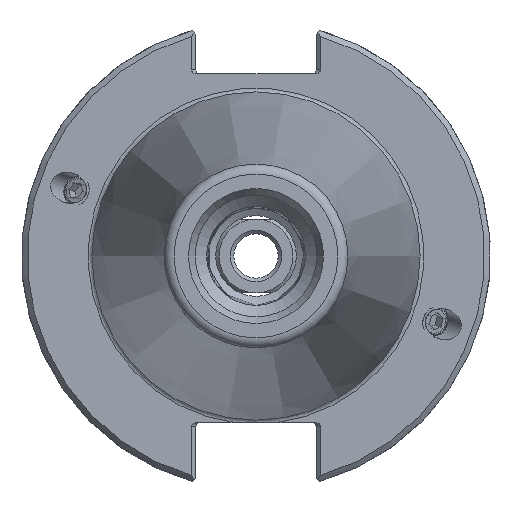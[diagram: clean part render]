
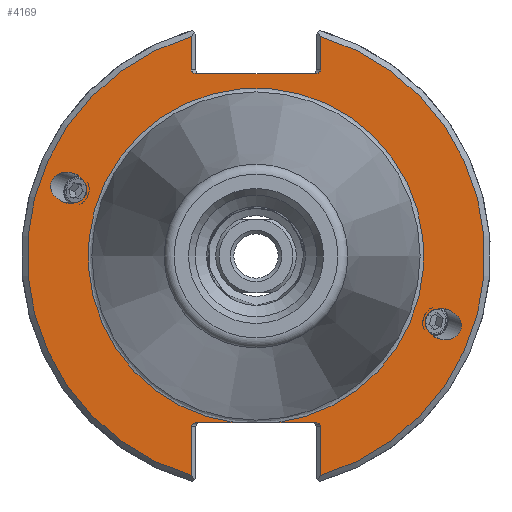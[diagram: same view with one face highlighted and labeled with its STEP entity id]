
A CAD part, left-side view. The second image highlights one B-rep face of the part: STEP entity #4169.
In plain terms, the highlighted planar face has unit normal (-1, 0, 0).
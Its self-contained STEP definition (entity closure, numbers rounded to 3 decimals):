
#118=CARTESIAN_POINT('',(3.175,-23.02,-8.379));
#119=VERTEX_POINT('',#118);
#120=CARTESIAN_POINT('',(3.175,-25.372,-9.235));
#121=DIRECTION('',(1.,0.0,0.0));
#122=DIRECTION('',(0.0,-0.94,-0.342));
#123=AXIS2_PLACEMENT_3D('',#120,#121,#122);
#124=ELLIPSE('',#123,2.503,2.05);
#125=EDGE_CURVE('',#119,#119,#124,.T.);
#342=CARTESIAN_POINT('',(3.175,23.02,8.379));
#343=VERTEX_POINT('',#342);
#344=CARTESIAN_POINT('',(3.175,25.372,9.235));
#345=DIRECTION('',(1.0,0.0,0.0));
#346=DIRECTION('',(0.0,0.94,0.342));
#347=AXIS2_PLACEMENT_3D('',#344,#345,#346);
#348=ELLIPSE('',#347,2.503,2.05);
#349=EDGE_CURVE('',#343,#343,#348,.T.);
#3237=CARTESIAN_POINT('',(3.175,8.763,25.197));
#3238=VERTEX_POINT('',#3237);
#3245=CARTESIAN_POINT('',(3.175,8.045,24.689));
#3246=VERTEX_POINT('',#3245);
#3247=CARTESIAN_POINT('',(3.175,8.045,25.197));
#3248=DIRECTION('',(-1.0,0.0,0.0));
#3249=DIRECTION('',(0.0,1.0,0.0));
#3250=AXIS2_PLACEMENT_3D('',#3247,#3248,#3249);
#3251=ELLIPSE('',#3250,0.718,0.508);
#3252=EDGE_CURVE('',#3238,#3246,#3251,.T.);
#3337=CARTESIAN_POINT('',(3.175,8.763,29.723));
#3338=VERTEX_POINT('',#3337);
#3345=CARTESIAN_POINT('',(3.175,8.763,29.723));
#3346=DIRECTION('',(0.0,0.0,-1.0));
#3347=VECTOR('',#3346,4.526);
#3348=LINE('',#3345,#3347);
#3349=EDGE_CURVE('',#3338,#3238,#3348,.T.);
#3431=CARTESIAN_POINT('',(3.175,-8.045,24.689));
#3432=VERTEX_POINT('',#3431);
#3439=CARTESIAN_POINT('',(3.175,-8.763,25.197));
#3440=VERTEX_POINT('',#3439);
#3441=CARTESIAN_POINT('',(3.175,-8.045,25.197));
#3442=DIRECTION('',(-1.0,0.0,0.0));
#3443=DIRECTION('',(0.0,-1.0,0.0));
#3444=AXIS2_PLACEMENT_3D('',#3441,#3442,#3443);
#3445=ELLIPSE('',#3444,0.718,0.508);
#3446=EDGE_CURVE('',#3432,#3440,#3445,.T.);
#3476=CARTESIAN_POINT('',(3.175,-8.763,29.723));
#3477=VERTEX_POINT('',#3476);
#3478=CARTESIAN_POINT('',(3.175,-8.763,25.197));
#3479=DIRECTION('',(0.0,0.0,1.0));
#3480=VECTOR('',#3479,4.526);
#3481=LINE('',#3478,#3480);
#3482=EDGE_CURVE('',#3440,#3477,#3481,.T.);
#3500=CARTESIAN_POINT('',(3.175,-8.763,-23.063));
#3501=VERTEX_POINT('',#3500);
#3502=CARTESIAN_POINT('',(3.175,-8.045,-22.555));
#3503=VERTEX_POINT('',#3502);
#3504=CARTESIAN_POINT('',(3.175,-8.045,-23.063));
#3505=DIRECTION('',(-1.0,0.0,0.0));
#3506=DIRECTION('',(0.0,-1.0,0.0));
#3507=AXIS2_PLACEMENT_3D('',#3504,#3505,#3506);
#3508=ELLIPSE('',#3507,0.718,0.508);
#3509=EDGE_CURVE('',#3501,#3503,#3508,.T.);
#3597=CARTESIAN_POINT('',(3.175,-8.763,-29.723));
#3598=VERTEX_POINT('',#3597);
#3605=CARTESIAN_POINT('',(3.175,-8.763,-29.723));
#3606=DIRECTION('',(0.0,0.0,1.0));
#3607=VECTOR('',#3606,6.66);
#3608=LINE('',#3605,#3607);
#3609=EDGE_CURVE('',#3598,#3501,#3608,.T.);
#3694=CARTESIAN_POINT('',(3.175,8.045,-22.555));
#3695=VERTEX_POINT('',#3694);
#3702=CARTESIAN_POINT('',(3.175,8.763,-23.063));
#3703=VERTEX_POINT('',#3702);
#3704=CARTESIAN_POINT('',(3.175,8.045,-23.063));
#3705=DIRECTION('',(-1.0,0.0,0.0));
#3706=DIRECTION('',(0.0,1.0,0.0));
#3707=AXIS2_PLACEMENT_3D('',#3704,#3705,#3706);
#3708=ELLIPSE('',#3707,0.718,0.508);
#3709=EDGE_CURVE('',#3695,#3703,#3708,.T.);
#3751=CARTESIAN_POINT('',(3.175,8.763,-29.723));
#3752=VERTEX_POINT('',#3751);
#3753=CARTESIAN_POINT('',(3.175,8.763,-23.063));
#3754=DIRECTION('',(0.0,0.0,-1.0));
#3755=VECTOR('',#3754,6.66);
#3756=LINE('',#3753,#3755);
#3757=EDGE_CURVE('',#3703,#3752,#3756,.T.);
#3845=CARTESIAN_POINT('',(3.175,8.045,24.689));
#3846=DIRECTION('',(0.0,-1.0,0.0));
#3847=VECTOR('',#3846,16.089);
#3848=LINE('',#3845,#3847);
#3849=EDGE_CURVE('',#3246,#3432,#3848,.T.);
#4067=CARTESIAN_POINT('',(3.175,-2.838,-22.555));
#4068=VERTEX_POINT('',#4067);
#4069=CARTESIAN_POINT('',(3.175,2.838,-22.555));
#4070=VERTEX_POINT('',#4069);
#4099=CARTESIAN_POINT('',(3.175,0.0,0.0));
#4100=DIRECTION('',(-1.0,0.0,0.0));
#4101=DIRECTION('',(0.0,-1.0,0.0));
#4102=AXIS2_PLACEMENT_3D('',#4099,#4100,#4101);
#4103=CIRCLE('',#4102,22.733);
#4104=EDGE_CURVE('',#4068,#4070,#4103,.T.);
#4120=CARTESIAN_POINT('',(3.175,26.987,0.0));
#4121=DIRECTION('',(-1.0,0.0,0.0));
#4122=DIRECTION('',(0.0,0.0,1.0));
#4123=AXIS2_PLACEMENT_3D('',#4120,#4121,#4122);
#4124=PLANE('',#4123);
#4125=ORIENTED_EDGE('',*,*,#4104,.F.);
#4126=CARTESIAN_POINT('',(3.175,-8.045,-22.555));
#4127=DIRECTION('',(0.0,1.0,0.0));
#4128=VECTOR('',#4127,5.207);
#4129=LINE('',#4126,#4128);
#4130=EDGE_CURVE('',#3503,#4068,#4129,.T.);
#4131=ORIENTED_EDGE('',*,*,#4130,.F.);
#4132=ORIENTED_EDGE('',*,*,#3509,.F.);
#4133=ORIENTED_EDGE('',*,*,#3609,.F.);
#4134=CARTESIAN_POINT('',(3.175,0.0,0.0));
#4135=DIRECTION('',(1.0,0.0,0.0));
#4136=DIRECTION('',(0.0,-1.0,0.0));
#4137=AXIS2_PLACEMENT_3D('',#4134,#4135,#4136);
#4138=CIRCLE('',#4137,30.988);
#4139=EDGE_CURVE('',#3477,#3598,#4138,.T.);
#4140=ORIENTED_EDGE('',*,*,#4139,.F.);
#4141=ORIENTED_EDGE('',*,*,#3482,.F.);
#4142=ORIENTED_EDGE('',*,*,#3446,.F.);
#4143=ORIENTED_EDGE('',*,*,#3849,.F.);
#4144=ORIENTED_EDGE('',*,*,#3252,.F.);
#4145=ORIENTED_EDGE('',*,*,#3349,.F.);
#4146=CARTESIAN_POINT('',(3.175,0.0,0.0));
#4147=DIRECTION('',(1.0,0.0,0.0));
#4148=DIRECTION('',(0.0,1.0,0.0));
#4149=AXIS2_PLACEMENT_3D('',#4146,#4147,#4148);
#4150=CIRCLE('',#4149,30.988);
#4151=EDGE_CURVE('',#3752,#3338,#4150,.T.);
#4152=ORIENTED_EDGE('',*,*,#4151,.F.);
#4153=ORIENTED_EDGE('',*,*,#3757,.F.);
#4154=ORIENTED_EDGE('',*,*,#3709,.F.);
#4155=CARTESIAN_POINT('',(3.175,2.838,-22.555));
#4156=DIRECTION('',(0.0,1.0,0.0));
#4157=VECTOR('',#4156,5.207);
#4158=LINE('',#4155,#4157);
#4159=EDGE_CURVE('',#4070,#3695,#4158,.T.);
#4160=ORIENTED_EDGE('',*,*,#4159,.F.);
#4161=EDGE_LOOP('',(#4125,#4131,#4132,#4133,#4140,#4141,#4142,#4143,#4144,#4145,#4152,#4153,#4154,#4160));
#4162=FACE_OUTER_BOUND('',#4161,.T.);
#4163=ORIENTED_EDGE('',*,*,#125,.T.);
#4164=EDGE_LOOP('',(#4163));
#4165=FACE_BOUND('',#4164,.T.);
#4166=ORIENTED_EDGE('',*,*,#349,.T.);
#4167=EDGE_LOOP('',(#4166));
#4168=FACE_BOUND('',#4167,.T.);
#4169=ADVANCED_FACE('',(#4162,#4165,#4168),#4124,.T.);
